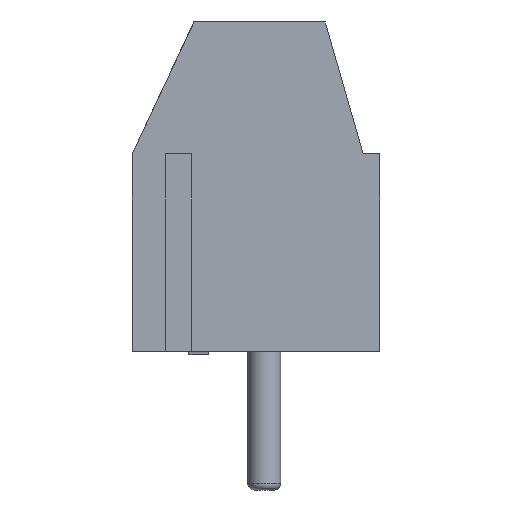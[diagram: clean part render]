
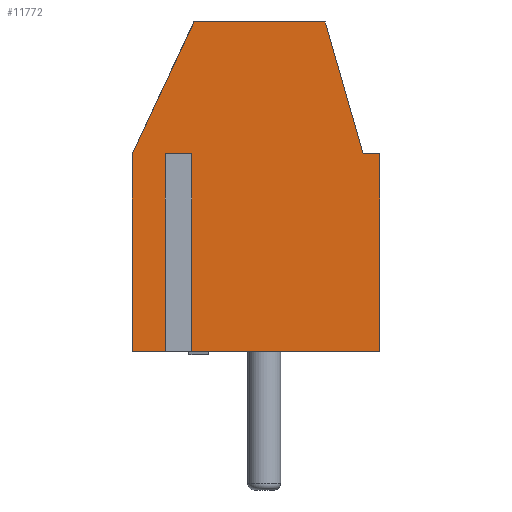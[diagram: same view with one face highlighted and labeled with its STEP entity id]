
A CAD part, left-side view. The second image highlights one B-rep face of the part: STEP entity #11772.
In plain terms, the highlighted planar face has unit normal (-1, 0, 0).
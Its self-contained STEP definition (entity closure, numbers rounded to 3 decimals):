
#267 = LINE ( 'NONE', #6736, #3155 ) ;
#293 = VECTOR ( 'NONE', #2378, 1000. ) ;
#432 = EDGE_CURVE ( 'NONE', #4783, #1005, #14003, .T. ) ;
#558 = LINE ( 'NONE', #10866, #5247 ) ;
#599 = ORIENTED_EDGE ( 'NONE', *, *, #432, .F. ) ;
#637 = EDGE_CURVE ( 'NONE', #11560, #7971, #14374, .T. ) ;
#716 = DIRECTION ( 'NONE',  ( 0., -1., 0. ) ) ;
#975 = VECTOR ( 'NONE', #12806, 1000. ) ;
#1005 = VERTEX_POINT ( 'NONE', #2909 ) ;
#1408 = ORIENTED_EDGE ( 'NONE', *, *, #6429, .F. ) ;
#1591 = EDGE_CURVE ( 'NONE', #8297, #11560, #5519, .T. ) ;
#1622 = VERTEX_POINT ( 'NONE', #4243 ) ;
#1806 = VECTOR ( 'NONE', #3651, 1000. ) ;
#1807 = ORIENTED_EDGE ( 'NONE', *, *, #8220, .T. ) ;
#1969 = CARTESIAN_POINT ( 'NONE',  ( -7.5, 2.08, 0.5 ) ) ;
#2023 = PLANE ( 'NONE',  #10953 ) ;
#2378 = DIRECTION ( 'NONE',  ( 0., -0.423, 0.906 ) ) ;
#2383 = CARTESIAN_POINT ( 'NONE',  ( -7.5, -3.746, 0.5 ) ) ;
#2599 = EDGE_CURVE ( 'NONE', #7971, #1622, #267, .T. ) ;
#2909 = CARTESIAN_POINT ( 'NONE',  ( -7.5, -3.746, -5.5 ) ) ;
#3155 = VECTOR ( 'NONE', #13713, 1000. ) ;
#3183 = CARTESIAN_POINT ( 'NONE',  ( -7.5, 0., 0. ) ) ;
#3651 = DIRECTION ( 'NONE',  ( 0., 1., 0. ) ) ;
#3711 = CARTESIAN_POINT ( 'NONE',  ( -7.5, -3.746, -5.5 ) ) ;
#4043 = CARTESIAN_POINT ( 'NONE',  ( -7.5, -3.746, 0.5 ) ) ;
#4181 = VERTEX_POINT ( 'NONE', #8222 ) ;
#4243 = CARTESIAN_POINT ( 'NONE',  ( -7.5, 3.754, -5.5 ) ) ;
#4783 = VERTEX_POINT ( 'NONE', #4043 ) ;
#4790 = ORIENTED_EDGE ( 'NONE', *, *, #10812, .F. ) ;
#5247 = VECTOR ( 'NONE', #716, 1000. ) ;
#5367 = CARTESIAN_POINT ( 'NONE',  ( -7.5, 2.628, 0.5 ) ) ;
#5519 = LINE ( 'NONE', #1969, #7536 ) ;
#5572 = VECTOR ( 'NONE', #12810, 1000. ) ;
#5581 = LINE ( 'NONE', #9072, #6614 ) ;
#5601 = VERTEX_POINT ( 'NONE', #10173 ) ;
#5938 = ORIENTED_EDGE ( 'NONE', *, *, #8489, .F. ) ;
#5991 = CARTESIAN_POINT ( 'NONE',  ( -7.5, 3.754, 0.5 ) ) ;
#6125 = LINE ( 'NONE', #8502, #10664 ) ;
#6429 = EDGE_CURVE ( 'NONE', #5601, #11458, #10460, .T. ) ;
#6495 = VERTEX_POINT ( 'NONE', #9042 ) ;
#6575 = VECTOR ( 'NONE', #12636, 1000. ) ;
#6614 = VECTOR ( 'NONE', #13621, 1000. ) ;
#6736 = CARTESIAN_POINT ( 'NONE',  ( -7.5, 2.628, -5.5 ) ) ;
#6876 = CARTESIAN_POINT ( 'NONE',  ( -7.5, 3.754, -5.5 ) ) ;
#6896 = ORIENTED_EDGE ( 'NONE', *, *, #1591, .F. ) ;
#7099 = VECTOR ( 'NONE', #14433, 1000. ) ;
#7300 = EDGE_CURVE ( 'NONE', #1622, #5601, #8118, .T. ) ;
#7536 = VECTOR ( 'NONE', #12209, 1000. ) ;
#7868 = CARTESIAN_POINT ( 'NONE',  ( -7.5, 2.628, 0.5 ) ) ;
#7902 = EDGE_CURVE ( 'NONE', #4181, #4783, #8989, .T. ) ;
#7920 = DIRECTION ( 'NONE',  ( 0., -1., 0. ) ) ;
#7971 = VERTEX_POINT ( 'NONE', #11378 ) ;
#8118 = LINE ( 'NONE', #6876, #975 ) ;
#8220 = EDGE_CURVE ( 'NONE', #8297, #6495, #6125, .T. ) ;
#8222 = CARTESIAN_POINT ( 'NONE',  ( -7.5, -3.246, 0.5 ) ) ;
#8297 = VERTEX_POINT ( 'NONE', #8789 ) ;
#8326 = CARTESIAN_POINT ( 'NONE',  ( -7.5, 1.889, 4.5 ) ) ;
#8489 = EDGE_CURVE ( 'NONE', #11458, #13654, #558, .T. ) ;
#8502 = CARTESIAN_POINT ( 'NONE',  ( -7.5, 2.08, 0.5 ) ) ;
#8645 = DIRECTION ( 'NONE',  ( 0., 0., -1. ) ) ;
#8789 = CARTESIAN_POINT ( 'NONE',  ( -7.5, 2.08, 0.5 ) ) ;
#8989 = LINE ( 'NONE', #12055, #7099 ) ;
#9042 = CARTESIAN_POINT ( 'NONE',  ( -7.5, 2.08, -5.5 ) ) ;
#9072 = CARTESIAN_POINT ( 'NONE',  ( -7.5, -2.099, 4.5 ) ) ;
#9278 = EDGE_CURVE ( 'NONE', #13654, #4181, #5581, .T. ) ;
#9299 = ORIENTED_EDGE ( 'NONE', *, *, #7300, .F. ) ;
#10173 = CARTESIAN_POINT ( 'NONE',  ( -7.5, 3.754, 0.5 ) ) ;
#10460 = LINE ( 'NONE', #5991, #293 ) ;
#10664 = VECTOR ( 'NONE', #8645, 1000. ) ;
#10812 = EDGE_CURVE ( 'NONE', #1005, #6495, #12944, .T. ) ;
#10836 = ORIENTED_EDGE ( 'NONE', *, *, #9278, .F. ) ;
#10866 = CARTESIAN_POINT ( 'NONE',  ( -7.5, 1.889, 4.5 ) ) ;
#10953 = AXIS2_PLACEMENT_3D ( 'NONE', #3183, #13601, #7920 ) ;
#11175 = EDGE_LOOP ( 'NONE', ( #599, #13395, #10836, #5938, #1408, #9299, #13732, #13429, #6896, #1807, #4790 ) ) ;
#11378 = CARTESIAN_POINT ( 'NONE',  ( -7.5, 2.628, -5.5 ) ) ;
#11458 = VERTEX_POINT ( 'NONE', #8326 ) ;
#11560 = VERTEX_POINT ( 'NONE', #5367 ) ;
#11772 = ADVANCED_FACE ( 'NONE', ( #14625 ), #2023, .F. ) ;
#12055 = CARTESIAN_POINT ( 'NONE',  ( -7.5, -3.246, 0.5 ) ) ;
#12209 = DIRECTION ( 'NONE',  ( 0., 1., 0. ) ) ;
#12636 = DIRECTION ( 'NONE',  ( 0., 0., -1. ) ) ;
#12806 = DIRECTION ( 'NONE',  ( 0., 0., 1. ) ) ;
#12810 = DIRECTION ( 'NONE',  ( 0., 0., -1. ) ) ;
#12944 = LINE ( 'NONE', #3711, #1806 ) ;
#13395 = ORIENTED_EDGE ( 'NONE', *, *, #7902, .F. ) ;
#13429 = ORIENTED_EDGE ( 'NONE', *, *, #637, .F. ) ;
#13601 = DIRECTION ( 'NONE',  ( 1., 0., 0. ) ) ;
#13621 = DIRECTION ( 'NONE',  ( 0., -0.276, -0.961 ) ) ;
#13654 = VERTEX_POINT ( 'NONE', #13724 ) ;
#13713 = DIRECTION ( 'NONE',  ( 0., 1., 0. ) ) ;
#13724 = CARTESIAN_POINT ( 'NONE',  ( -7.5, -2.099, 4.5 ) ) ;
#13732 = ORIENTED_EDGE ( 'NONE', *, *, #2599, .F. ) ;
#14003 = LINE ( 'NONE', #2383, #5572 ) ;
#14374 = LINE ( 'NONE', #7868, #6575 ) ;
#14433 = DIRECTION ( 'NONE',  ( 0., -1., 0. ) ) ;
#14625 = FACE_OUTER_BOUND ( 'NONE', #11175, .T. ) ;
